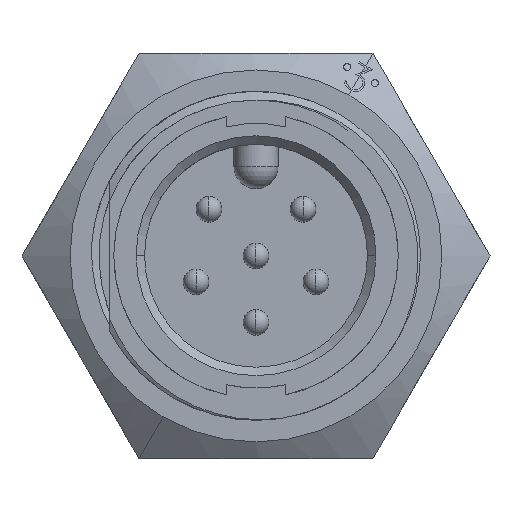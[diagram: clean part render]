
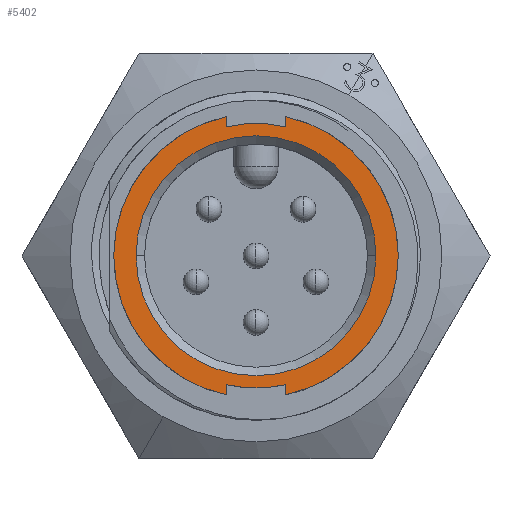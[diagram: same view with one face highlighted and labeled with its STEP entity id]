
A CAD part, top view. The second image highlights one B-rep face of the part: STEP entity #5402.
In plain terms, the highlighted planar face has unit normal (0, 0, 1).
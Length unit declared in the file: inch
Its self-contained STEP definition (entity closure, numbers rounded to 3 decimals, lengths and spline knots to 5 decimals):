
#102 = AXIS2_PLACEMENT_3D ( 'NONE', #296, #11813, #1959 ) ;
#296 = CARTESIAN_POINT ( 'NONE',  ( 0., 0., 0. ) ) ;
#720 = EDGE_CURVE ( 'NONE', #17524, #5741, #7591, .T. ) ;
#774 = VECTOR ( 'NONE', #3967, 39.37008 ) ;
#845 = EDGE_CURVE ( 'NONE', #5092, #20106, #19201, .T. ) ;
#1177 = EDGE_CURVE ( 'NONE', #7821, #14096, #3973, .T. ) ;
#1323 = LINE ( 'NONE', #2311, #774 ) ;
#1740 = VECTOR ( 'NONE', #5962, 39.37008 ) ;
#1823 = CARTESIAN_POINT ( 'NONE',  ( 0., 0., 0. ) ) ;
#1959 = DIRECTION ( 'NONE',  ( 1., 0., 0. ) ) ;
#2219 = CIRCLE ( 'NONE', #21270, 0.296 ) ;
#2311 = CARTESIAN_POINT ( 'NONE',  ( -0.0735, -0.31812, 0. ) ) ;
#2395 = EDGE_CURVE ( 'NONE', #6737, #16171, #18885, .T. ) ;
#2772 = ORIENTED_EDGE ( 'NONE', *, *, #13172, .F. ) ;
#2905 = CARTESIAN_POINT ( 'NONE',  ( 0., 0.296, 0. ) ) ;
#3260 = EDGE_CURVE ( 'NONE', #6737, #18313, #6109, .T. ) ;
#3460 = DIRECTION ( 'NONE',  ( 1., 0., 0. ) ) ;
#3900 = DIRECTION ( 'NONE',  ( 0., 0., 1. ) ) ;
#3967 = DIRECTION ( 'NONE',  ( 0., -1., 0. ) ) ;
#3973 = CIRCLE ( 'NONE', #4093, 0.296 ) ;
#4018 = CARTESIAN_POINT ( 'NONE',  ( 0., 0., 0. ) ) ;
#4093 = AXIS2_PLACEMENT_3D ( 'NONE', #19082, #9190, #20756 ) ;
#4955 = ORIENTED_EDGE ( 'NONE', *, *, #2395, .T. ) ;
#5006 = VECTOR ( 'NONE', #9372, 39.37008 ) ;
#5092 = VERTEX_POINT ( 'NONE', #10869 ) ;
#5396 = DIRECTION ( 'NONE',  ( 0., 0., -1. ) ) ;
#5402 = ADVANCED_FACE ( 'NONE', ( #13561, #16915 ), #19416, .F. ) ;
#5412 = ORIENTED_EDGE ( 'NONE', *, *, #720, .T. ) ;
#5607 = EDGE_CURVE ( 'NONE', #14096, #7821, #2219, .T. ) ;
#5672 = DIRECTION ( 'NONE',  ( 1., 0., 0. ) ) ;
#5741 = VERTEX_POINT ( 'NONE', #20621 ) ;
#5795 = CIRCLE ( 'NONE', #8285, 0.3265 ) ;
#5962 = DIRECTION ( 'NONE',  ( 0., -1., 0. ) ) ;
#6109 = LINE ( 'NONE', #14187, #1740 ) ;
#6737 = VERTEX_POINT ( 'NONE', #9521 ) ;
#6910 = CARTESIAN_POINT ( 'NONE',  ( 0.0735, -0.31812, 0. ) ) ;
#7058 = ORIENTED_EDGE ( 'NONE', *, *, #1177, .F. ) ;
#7591 = CIRCLE ( 'NONE', #102, 0.351 ) ;
#7821 = VERTEX_POINT ( 'NONE', #8100 ) ;
#8026 = CARTESIAN_POINT ( 'NONE',  ( 0.0735, 0.31812, 0. ) ) ;
#8100 = CARTESIAN_POINT ( 'NONE',  ( -0.296, 0., 0. ) ) ;
#8285 = AXIS2_PLACEMENT_3D ( 'NONE', #15258, #5396, #16923 ) ;
#8850 = AXIS2_PLACEMENT_3D ( 'NONE', #4018, #15532, #5672 ) ;
#9190 = DIRECTION ( 'NONE',  ( 0., 0., 1. ) ) ;
#9342 = DIRECTION ( 'NONE',  ( 0., 0., -1. ) ) ;
#9372 = DIRECTION ( 'NONE',  ( 0., 1., 0. ) ) ;
#9521 = CARTESIAN_POINT ( 'NONE',  ( -0.0735, 0.34322, 0. ) ) ;
#9526 = DIRECTION ( 'NONE',  ( 0., 0., -1. ) ) ;
#9696 = VECTOR ( 'NONE', #20123, 39.37008 ) ;
#9953 = EDGE_CURVE ( 'NONE', #18313, #12734, #5795, .T. ) ;
#10634 = EDGE_CURVE ( 'NONE', #20940, #5092, #13548, .T. ) ;
#10869 = CARTESIAN_POINT ( 'NONE',  ( 0.0735, -0.31812, 0. ) ) ;
#11141 = AXIS2_PLACEMENT_3D ( 'NONE', #19238, #9342, #20916 ) ;
#11364 = CARTESIAN_POINT ( 'NONE',  ( 0.296, 0., 0. ) ) ;
#11582 = ORIENTED_EDGE ( 'NONE', *, *, #5607, .F. ) ;
#11610 = EDGE_LOOP ( 'NONE', ( #14526, #13813, #4955, #15238, #13863, #19455, #17723, #5412, #2772 ) ) ;
#11813 = DIRECTION ( 'NONE',  ( 0., 0., 1. ) ) ;
#12668 = AXIS2_PLACEMENT_3D ( 'NONE', #1823, #13334, #3460 ) ;
#12734 = VERTEX_POINT ( 'NONE', #8026 ) ;
#13172 = EDGE_CURVE ( 'NONE', #12734, #5741, #13250, .T. ) ;
#13250 = LINE ( 'NONE', #19268, #5006 ) ;
#13334 = DIRECTION ( 'NONE',  ( 0., 0., 1. ) ) ;
#13493 = AXIS2_PLACEMENT_3D ( 'NONE', #2905, #9526, #21095 ) ;
#13548 = LINE ( 'NONE', #6910, #9696 ) ;
#13561 = FACE_OUTER_BOUND ( 'NONE', #11610, .T. ) ;
#13774 = CARTESIAN_POINT ( 'NONE',  ( 0., 0., 0. ) ) ;
#13813 = ORIENTED_EDGE ( 'NONE', *, *, #3260, .F. ) ;
#13863 = ORIENTED_EDGE ( 'NONE', *, *, #845, .F. ) ;
#14096 = VERTEX_POINT ( 'NONE', #11364 ) ;
#14187 = CARTESIAN_POINT ( 'NONE',  ( -0.0735, 0.34322, 0. ) ) ;
#14526 = ORIENTED_EDGE ( 'NONE', *, *, #9953, .F. ) ;
#14527 = CIRCLE ( 'NONE', #8850, 0.351 ) ;
#15238 = ORIENTED_EDGE ( 'NONE', *, *, #18027, .F. ) ;
#15258 = CARTESIAN_POINT ( 'NONE',  ( 0., 0., 0. ) ) ;
#15420 = DIRECTION ( 'NONE',  ( 1., 0., 0. ) ) ;
#15532 = DIRECTION ( 'NONE',  ( 0., 0., 1. ) ) ;
#15803 = EDGE_CURVE ( 'NONE', #20940, #17524, #14527, .T. ) ;
#16077 = CARTESIAN_POINT ( 'NONE',  ( -0.0735, 0.31812, 0. ) ) ;
#16171 = VERTEX_POINT ( 'NONE', #21128 ) ;
#16675 = CARTESIAN_POINT ( 'NONE',  ( 0.0735, -0.34322, 0. ) ) ;
#16915 = FACE_BOUND ( 'NONE', #16998, .T. ) ;
#16923 = DIRECTION ( 'NONE',  ( 1., 0., 0. ) ) ;
#16998 = EDGE_LOOP ( 'NONE', ( #11582, #7058 ) ) ;
#17524 = VERTEX_POINT ( 'NONE', #21350 ) ;
#17723 = ORIENTED_EDGE ( 'NONE', *, *, #15803, .T. ) ;
#18027 = EDGE_CURVE ( 'NONE', #20106, #16171, #1323, .T. ) ;
#18313 = VERTEX_POINT ( 'NONE', #16077 ) ;
#18885 = CIRCLE ( 'NONE', #12668, 0.351 ) ;
#19082 = CARTESIAN_POINT ( 'NONE',  ( 0., 0., 0. ) ) ;
#19201 = CIRCLE ( 'NONE', #11141, 0.3265 ) ;
#19238 = CARTESIAN_POINT ( 'NONE',  ( 0., 0., 0. ) ) ;
#19268 = CARTESIAN_POINT ( 'NONE',  ( 0.0735, 0.34322, 0. ) ) ;
#19416 = PLANE ( 'NONE',  #13493 ) ;
#19455 = ORIENTED_EDGE ( 'NONE', *, *, #10634, .F. ) ;
#19757 = CARTESIAN_POINT ( 'NONE',  ( -0.0735, -0.31812, 0. ) ) ;
#20106 = VERTEX_POINT ( 'NONE', #19757 ) ;
#20123 = DIRECTION ( 'NONE',  ( 0., 1., 0. ) ) ;
#20621 = CARTESIAN_POINT ( 'NONE',  ( 0.0735, 0.34322, 0. ) ) ;
#20756 = DIRECTION ( 'NONE',  ( 1., 0., 0. ) ) ;
#20916 = DIRECTION ( 'NONE',  ( 1., 0., 0. ) ) ;
#20940 = VERTEX_POINT ( 'NONE', #16675 ) ;
#21095 = DIRECTION ( 'NONE',  ( -1., 0., 0. ) ) ;
#21128 = CARTESIAN_POINT ( 'NONE',  ( -0.0735, -0.34322, 0. ) ) ;
#21270 = AXIS2_PLACEMENT_3D ( 'NONE', #13774, #3900, #15420 ) ;
#21350 = CARTESIAN_POINT ( 'NONE',  ( 0.351, 0., 0. ) ) ;
